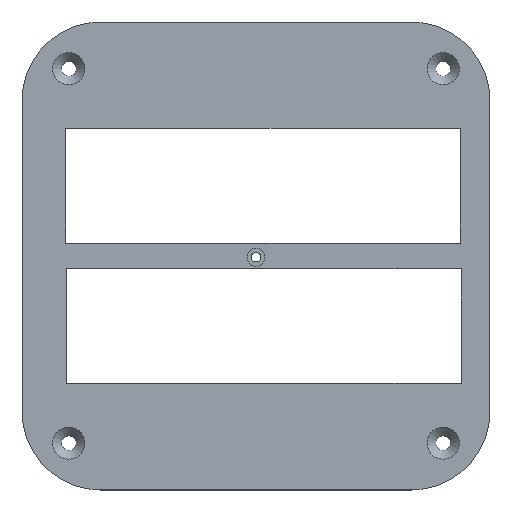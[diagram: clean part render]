
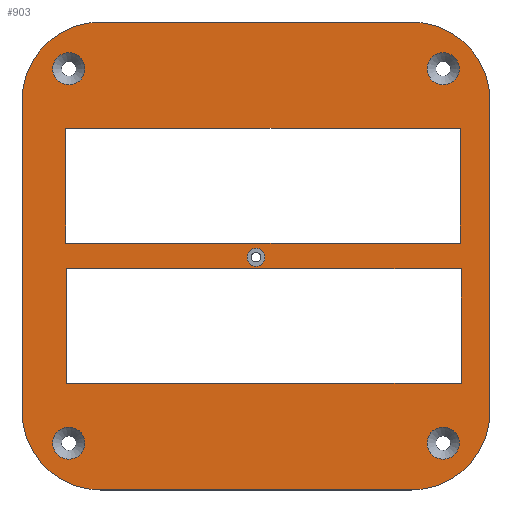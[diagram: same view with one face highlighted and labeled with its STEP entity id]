
A CAD part, top view. The second image highlights one B-rep face of the part: STEP entity #903.
In plain terms, the highlighted planar face has unit normal (0, 0, 1).
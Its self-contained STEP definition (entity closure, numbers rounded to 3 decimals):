
#30=FACE_BOUND('',#175,.T.);
#31=FACE_BOUND('',#176,.T.);
#32=FACE_BOUND('',#177,.T.);
#33=FACE_BOUND('',#178,.T.);
#34=FACE_BOUND('',#179,.T.);
#35=FACE_BOUND('',#180,.T.);
#36=FACE_BOUND('',#181,.T.);
#68=PLANE('',#993);
#115=FACE_OUTER_BOUND('',#174,.T.);
#174=EDGE_LOOP('',(#820,#821,#822,#823,#824,#825,#826,#827));
#175=EDGE_LOOP('',(#828,#829,#830,#831));
#176=EDGE_LOOP('',(#832,#833,#834,#835));
#177=EDGE_LOOP('',(#836));
#178=EDGE_LOOP('',(#837));
#179=EDGE_LOOP('',(#838));
#180=EDGE_LOOP('',(#839));
#181=EDGE_LOOP('',(#840));
#226=LINE('',#1365,#320);
#230=LINE('',#1374,#324);
#232=LINE('',#1378,#326);
#235=LINE('',#1384,#329);
#239=LINE('',#1392,#333);
#242=LINE('',#1398,#336);
#246=LINE('',#1405,#340);
#260=LINE('',#1448,#354);
#264=LINE('',#1457,#358);
#267=LINE('',#1465,#361);
#270=LINE('',#1473,#364);
#275=LINE('',#1490,#369);
#320=VECTOR('',#1102,10.);
#324=VECTOR('',#1108,10.);
#326=VECTOR('',#1112,10.);
#329=VECTOR('',#1117,10.);
#333=VECTOR('',#1125,10.);
#336=VECTOR('',#1130,10.);
#340=VECTOR('',#1138,10.);
#354=VECTOR('',#1186,10.);
#358=VECTOR('',#1196,10.);
#361=VECTOR('',#1205,10.);
#364=VECTOR('',#1214,10.);
#369=VECTOR('',#1237,10.);
#386=CIRCLE('',#959,2.75);
#391=CIRCLE('',#973,2.75);
#392=CIRCLE('',#976,13.4);
#393=CIRCLE('',#979,13.4);
#394=CIRCLE('',#982,13.4);
#395=CIRCLE('',#985,13.4);
#396=CIRCLE('',#987,1.534);
#397=CIRCLE('',#989,2.75);
#398=CIRCLE('',#991,2.75);
#444=VERTEX_POINT('',#1362);
#445=VERTEX_POINT('',#1364);
#448=VERTEX_POINT('',#1371);
#449=VERTEX_POINT('',#1373);
#450=VERTEX_POINT('',#1377);
#452=VERTEX_POINT('',#1383);
#454=VERTEX_POINT('',#1391);
#456=VERTEX_POINT('',#1397);
#458=VERTEX_POINT('',#1407);
#467=VERTEX_POINT('',#1442);
#468=VERTEX_POINT('',#1446);
#469=VERTEX_POINT('',#1447);
#470=VERTEX_POINT('',#1452);
#471=VERTEX_POINT('',#1456);
#472=VERTEX_POINT('',#1460);
#473=VERTEX_POINT('',#1464);
#474=VERTEX_POINT('',#1468);
#475=VERTEX_POINT('',#1472);
#476=VERTEX_POINT('',#1478);
#477=VERTEX_POINT('',#1482);
#478=VERTEX_POINT('',#1486);
#537=EDGE_CURVE('',#445,#444,#226,.T.);
#541=EDGE_CURVE('',#449,#448,#230,.T.);
#543=EDGE_CURVE('',#444,#450,#232,.T.);
#546=EDGE_CURVE('',#445,#452,#235,.T.);
#550=EDGE_CURVE('',#448,#454,#239,.T.);
#553=EDGE_CURVE('',#449,#456,#242,.T.);
#557=EDGE_CURVE('',#450,#452,#246,.T.);
#558=EDGE_CURVE('',#458,#458,#386,.T.);
#575=EDGE_CURVE('',#467,#467,#391,.T.);
#577=EDGE_CURVE('',#468,#469,#260,.T.);
#580=EDGE_CURVE('',#470,#469,#392,.T.);
#582=EDGE_CURVE('',#470,#471,#264,.T.);
#584=EDGE_CURVE('',#472,#471,#393,.T.);
#586=EDGE_CURVE('',#472,#473,#267,.T.);
#588=EDGE_CURVE('',#474,#473,#394,.T.);
#590=EDGE_CURVE('',#474,#475,#270,.T.);
#592=EDGE_CURVE('',#468,#475,#395,.T.);
#593=EDGE_CURVE('',#476,#476,#396,.T.);
#595=EDGE_CURVE('',#477,#477,#397,.T.);
#597=EDGE_CURVE('',#478,#478,#398,.T.);
#599=EDGE_CURVE('',#454,#456,#275,.T.);
#820=ORIENTED_EDGE('',*,*,#592,.T.);
#821=ORIENTED_EDGE('',*,*,#590,.F.);
#822=ORIENTED_EDGE('',*,*,#588,.T.);
#823=ORIENTED_EDGE('',*,*,#586,.F.);
#824=ORIENTED_EDGE('',*,*,#584,.T.);
#825=ORIENTED_EDGE('',*,*,#582,.F.);
#826=ORIENTED_EDGE('',*,*,#580,.T.);
#827=ORIENTED_EDGE('',*,*,#577,.F.);
#828=ORIENTED_EDGE('',*,*,#599,.T.);
#829=ORIENTED_EDGE('',*,*,#553,.F.);
#830=ORIENTED_EDGE('',*,*,#541,.T.);
#831=ORIENTED_EDGE('',*,*,#550,.T.);
#832=ORIENTED_EDGE('',*,*,#537,.T.);
#833=ORIENTED_EDGE('',*,*,#543,.T.);
#834=ORIENTED_EDGE('',*,*,#557,.T.);
#835=ORIENTED_EDGE('',*,*,#546,.F.);
#836=ORIENTED_EDGE('',*,*,#597,.F.);
#837=ORIENTED_EDGE('',*,*,#595,.F.);
#838=ORIENTED_EDGE('',*,*,#593,.T.);
#839=ORIENTED_EDGE('',*,*,#575,.F.);
#840=ORIENTED_EDGE('',*,*,#558,.F.);
#903=ADVANCED_FACE('',(#115,#30,#31,#32,#33,#34,#35,#36),#68,.T.);
#959=AXIS2_PLACEMENT_3D('',#1408,#1141,#1142);
#973=AXIS2_PLACEMENT_3D('',#1443,#1181,#1182);
#976=AXIS2_PLACEMENT_3D('',#1453,#1191,#1192);
#979=AXIS2_PLACEMENT_3D('',#1461,#1200,#1201);
#982=AXIS2_PLACEMENT_3D('',#1469,#1209,#1210);
#985=AXIS2_PLACEMENT_3D('',#1476,#1218,#1219);
#987=AXIS2_PLACEMENT_3D('',#1479,#1222,#1223);
#989=AXIS2_PLACEMENT_3D('',#1483,#1227,#1228);
#991=AXIS2_PLACEMENT_3D('',#1487,#1232,#1233);
#993=AXIS2_PLACEMENT_3D('',#1491,#1238,#1239);
#1102=DIRECTION('',(-1.,0.,0.));
#1108=DIRECTION('',(-1.,0.,0.));
#1112=DIRECTION('',(0.,1.,0.));
#1117=DIRECTION('',(0.,1.,0.));
#1125=DIRECTION('',(0.,1.,0.));
#1130=DIRECTION('',(0.,1.,0.));
#1138=DIRECTION('',(1.,0.,0.));
#1141=DIRECTION('center_axis',(0.,0.,1.));
#1142=DIRECTION('ref_axis',(1.,0.,0.));
#1181=DIRECTION('center_axis',(0.,0.,1.));
#1182=DIRECTION('ref_axis',(1.,0.,0.));
#1186=DIRECTION('',(0.,1.,0.));
#1191=DIRECTION('center_axis',(0.,0.,1.));
#1192=DIRECTION('ref_axis',(0.,1.,0.));
#1196=DIRECTION('',(1.,0.,0.));
#1200=DIRECTION('center_axis',(0.,0.,1.));
#1201=DIRECTION('ref_axis',(1.,0.,0.));
#1205=DIRECTION('',(0.,-1.,0.));
#1209=DIRECTION('center_axis',(0.,0.,1.));
#1210=DIRECTION('ref_axis',(0.,-1.,0.));
#1214=DIRECTION('',(-1.,0.,0.));
#1218=DIRECTION('center_axis',(0.,0.,1.));
#1219=DIRECTION('ref_axis',(-1.,0.,0.));
#1222=DIRECTION('center_axis',(0.,0.,-1.));
#1223=DIRECTION('ref_axis',(1.,0.,0.));
#1227=DIRECTION('center_axis',(0.,0.,1.));
#1228=DIRECTION('ref_axis',(1.,0.,0.));
#1232=DIRECTION('center_axis',(0.,0.,1.));
#1233=DIRECTION('ref_axis',(1.,0.,0.));
#1237=DIRECTION('',(1.,0.,0.));
#1238=DIRECTION('center_axis',(0.,0.,1.));
#1239=DIRECTION('ref_axis',(1.,0.,0.));
#1362=CARTESIAN_POINT('',(7.571,-61.8,0.));
#1364=CARTESIAN_POINT('',(75.071,-61.8,0.));
#1365=CARTESIAN_POINT('',(59.164,-61.8,0.));
#1371=CARTESIAN_POINT('',(7.444,-37.8,0.));
#1373=CARTESIAN_POINT('',(74.944,-37.8,0.));
#1374=CARTESIAN_POINT('',(59.101,-37.8,0.));
#1377=CARTESIAN_POINT('',(7.571,-42.2,0.));
#1378=CARTESIAN_POINT('',(7.571,-61.8,0.));
#1383=CARTESIAN_POINT('',(75.071,-42.2,0.));
#1384=CARTESIAN_POINT('',(75.071,-61.8,0.));
#1391=CARTESIAN_POINT('',(7.444,-18.2,0.));
#1392=CARTESIAN_POINT('',(7.444,-37.8,0.));
#1397=CARTESIAN_POINT('',(74.944,-18.2,0.));
#1398=CARTESIAN_POINT('',(74.944,-37.8,0.));
#1405=CARTESIAN_POINT('',(21.414,-42.2,0.));
#1407=CARTESIAN_POINT('',(69.25,-72.,0.));
#1408=CARTESIAN_POINT('Origin',(72.,-72.,0.));
#1442=CARTESIAN_POINT('',(69.25,-8.,0.));
#1443=CARTESIAN_POINT('Origin',(72.,-8.,0.));
#1446=CARTESIAN_POINT('',(0.,-66.6,0.));
#1447=CARTESIAN_POINT('',(0.,-13.4,0.));
#1448=CARTESIAN_POINT('',(0.,-66.6,0.));
#1452=CARTESIAN_POINT('',(13.4,0.,0.));
#1453=CARTESIAN_POINT('Origin',(13.4,-13.4,0.));
#1456=CARTESIAN_POINT('',(66.6,0.,0.));
#1457=CARTESIAN_POINT('',(13.4,0.,0.));
#1460=CARTESIAN_POINT('',(80.,-13.4,0.));
#1461=CARTESIAN_POINT('Origin',(66.6,-13.4,0.));
#1464=CARTESIAN_POINT('',(80.,-66.6,0.));
#1465=CARTESIAN_POINT('',(80.,-13.4,0.));
#1468=CARTESIAN_POINT('',(66.6,-80.,0.));
#1469=CARTESIAN_POINT('Origin',(66.6,-66.6,0.));
#1472=CARTESIAN_POINT('',(13.4,-80.,0.));
#1473=CARTESIAN_POINT('',(66.6,-80.,0.));
#1476=CARTESIAN_POINT('Origin',(13.4,-66.6,0.));
#1478=CARTESIAN_POINT('',(38.466,-40.228,0.));
#1479=CARTESIAN_POINT('Origin',(40.,-40.228,0.));
#1482=CARTESIAN_POINT('',(5.25,-8.,0.));
#1483=CARTESIAN_POINT('Origin',(8.,-8.,0.));
#1486=CARTESIAN_POINT('',(5.25,-72.,0.));
#1487=CARTESIAN_POINT('Origin',(8.,-72.,0.));
#1490=CARTESIAN_POINT('',(21.351,-18.2,0.));
#1491=CARTESIAN_POINT('Origin',(40.,-40.,0.));
